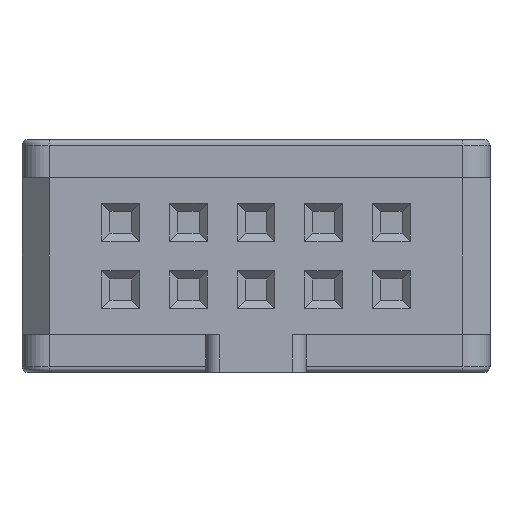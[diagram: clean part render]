
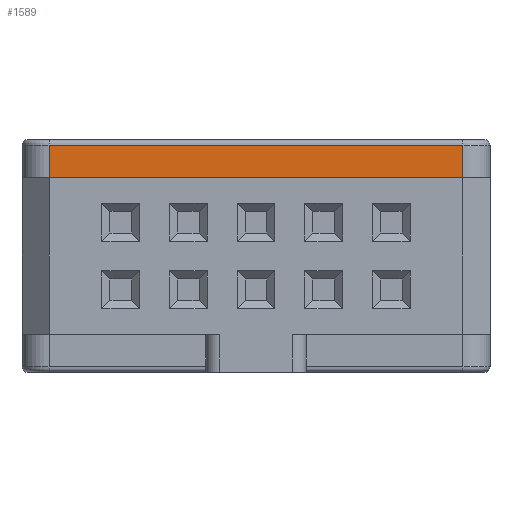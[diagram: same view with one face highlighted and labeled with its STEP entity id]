
A CAD part, front view. The second image highlights one B-rep face of the part: STEP entity #1589.
In plain terms, the highlighted planar face has unit normal (0, -1, 0).
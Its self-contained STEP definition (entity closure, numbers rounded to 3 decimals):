
#201=PLANE('',#5175);
#403=FACE_OUTER_BOUND('',#2074,.T.);
#687=LINE('',#8317,#1133);
#727=LINE('',#8442,#1173);
#728=LINE('',#8444,#1174);
#729=LINE('',#8446,#1175);
#1133=VECTOR('',#5737,1.);
#1173=VECTOR('',#5855,1.);
#1174=VECTOR('',#5858,1.);
#1175=VECTOR('',#5859,1.);
#1589=ADVANCED_FACE('',(#403),#201,.F.);
#2074=EDGE_LOOP('',(#2716,#2717,#2718,#2719));
#2716=ORIENTED_EDGE('',*,*,#4428,.T.);
#2717=ORIENTED_EDGE('',*,*,#4429,.T.);
#2718=ORIENTED_EDGE('',*,*,#4430,.T.);
#2719=ORIENTED_EDGE('',*,*,#4368,.T.);
#3879=VERTEX_POINT('',#8318);
#3880=VERTEX_POINT('',#8319);
#3924=VERTEX_POINT('',#8441);
#3925=VERTEX_POINT('',#8445);
#4368=EDGE_CURVE('',#3879,#3880,#687,.T.);
#4428=EDGE_CURVE('',#3880,#3924,#727,.T.);
#4429=EDGE_CURVE('',#3924,#3925,#728,.T.);
#4430=EDGE_CURVE('',#3925,#3879,#729,.T.);
#5175=AXIS2_PLACEMENT_3D('',#8447,#5860,#5861);
#5737=DIRECTION('',(1.,0.,0.));
#5855=DIRECTION('',(0.,0.,1.));
#5858=DIRECTION('',(-1.,0.,0.));
#5859=DIRECTION('',(0.,0.,-1.));
#5860=DIRECTION('',(0.,1.,0.));
#5861=DIRECTION('',(-1.,0.,0.));
#8317=CARTESIAN_POINT('',(44.85,-27.1,2.9));
#8318=CARTESIAN_POINT('',(-7.65,-27.1,2.9));
#8319=CARTESIAN_POINT('',(7.65,-27.1,2.9));
#8441=CARTESIAN_POINT('',(7.65,-27.1,4.1));
#8442=CARTESIAN_POINT('',(7.65,-27.1,5.843));
#8444=CARTESIAN_POINT('',(-7.65,-27.1,4.1));
#8445=CARTESIAN_POINT('',(-7.65,-27.1,4.1));
#8446=CARTESIAN_POINT('',(-7.65,-27.1,5.843));
#8447=CARTESIAN_POINT('',(44.85,-27.1,5.843));
